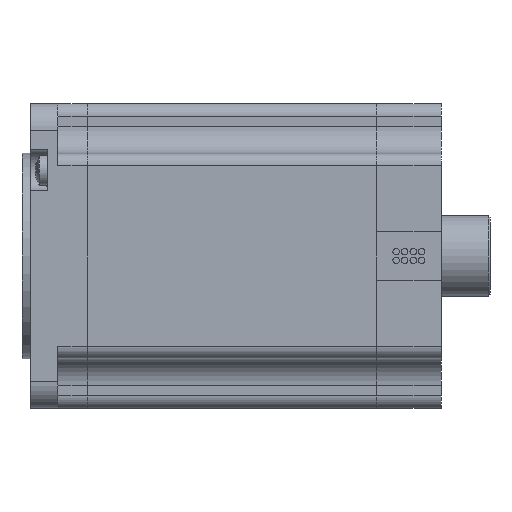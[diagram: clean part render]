
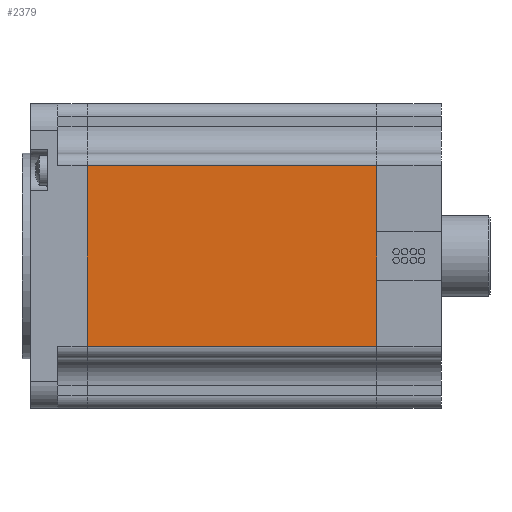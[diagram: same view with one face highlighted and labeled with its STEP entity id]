
A CAD part, front view. The second image highlights one B-rep face of the part: STEP entity #2379.
In plain terms, the highlighted planar face has unit normal (0, -1, 0).
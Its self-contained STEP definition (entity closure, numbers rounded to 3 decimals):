
#2321=CARTESIAN_POINT('',(16.7,-28.2,53.5));
#2322=VERTEX_POINT('',#2321);
#2330=CARTESIAN_POINT('',(16.7,-28.2,0.0));
#2331=VERTEX_POINT('',#2330);
#2332=CARTESIAN_POINT('',(16.7,-28.2,0.0));
#2333=DIRECTION('',(0.0,0.0,1.0));
#2334=VECTOR('',#2333,53.5);
#2335=LINE('',#2332,#2334);
#2336=EDGE_CURVE('',#2331,#2322,#2335,.T.);
#2349=CARTESIAN_POINT('',(16.7,-28.2,0.0));
#2350=DIRECTION('',(0.0,-1.0,0.0));
#2351=DIRECTION('',(0.0,0.0,-1.0));
#2352=AXIS2_PLACEMENT_3D('',#2349,#2350,#2351);
#2353=PLANE('',#2352);
#2354=CARTESIAN_POINT('',(-16.7,-28.2,53.5));
#2355=VERTEX_POINT('',#2354);
#2356=CARTESIAN_POINT('',(16.7,-28.2,53.5));
#2357=DIRECTION('',(-1.0,0.0,0.0));
#2358=VECTOR('',#2357,33.4);
#2359=LINE('',#2356,#2358);
#2360=EDGE_CURVE('',#2322,#2355,#2359,.T.);
#2361=ORIENTED_EDGE('',*,*,#2360,.T.);
#2362=CARTESIAN_POINT('',(-16.7,-28.2,0.0));
#2363=VERTEX_POINT('',#2362);
#2364=CARTESIAN_POINT('',(-16.7,-28.2,0.0));
#2365=DIRECTION('',(0.0,0.0,1.0));
#2366=VECTOR('',#2365,53.5);
#2367=LINE('',#2364,#2366);
#2368=EDGE_CURVE('',#2363,#2355,#2367,.T.);
#2369=ORIENTED_EDGE('',*,*,#2368,.F.);
#2370=CARTESIAN_POINT('',(16.7,-28.2,0.0));
#2371=DIRECTION('',(-1.0,0.0,0.0));
#2372=VECTOR('',#2371,33.4);
#2373=LINE('',#2370,#2372);
#2374=EDGE_CURVE('',#2331,#2363,#2373,.T.);
#2375=ORIENTED_EDGE('',*,*,#2374,.F.);
#2376=ORIENTED_EDGE('',*,*,#2336,.T.);
#2377=EDGE_LOOP('',(#2361,#2369,#2375,#2376));
#2378=FACE_OUTER_BOUND('',#2377,.T.);
#2379=ADVANCED_FACE('',(#2378),#2353,.T.);
